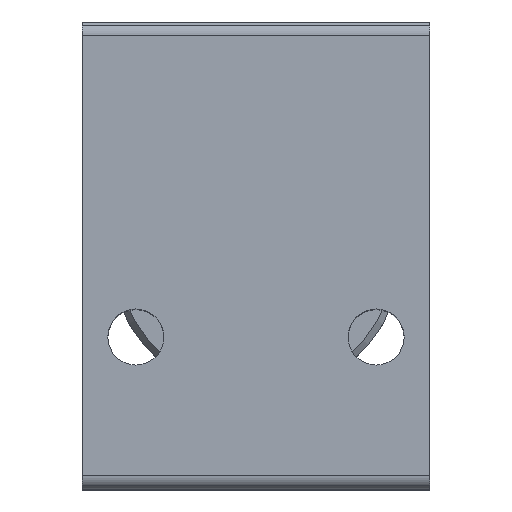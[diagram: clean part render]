
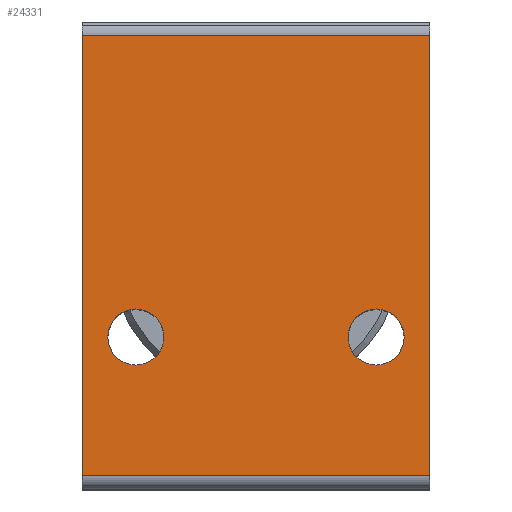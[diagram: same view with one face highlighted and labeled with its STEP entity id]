
A CAD part, top view. The second image highlights one B-rep face of the part: STEP entity #24331.
In plain terms, the highlighted face is planar.
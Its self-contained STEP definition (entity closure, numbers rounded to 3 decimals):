
#227=CARTESIAN_POINT('',(-11.,-6.25,-5.5));
#228=VERTEX_POINT('',#227);
#237=CARTESIAN_POINT('',(-11.,-6.25,-9.7));
#238=VERTEX_POINT('',#237);
#239=CARTESIAN_POINT('',(-11.,-6.25,-7.6));
#240=DIRECTION('',(0.0,1.0,0.0));
#241=DIRECTION('',(0.0,0.0,1.0));
#242=AXIS2_PLACEMENT_3D('',#239,#240,#241);
#243=CIRCLE('',#242,2.1);
#244=EDGE_CURVE('',#238,#228,#243,.T.);
#1232=CARTESIAN_POINT('',(7.0,-6.25,-5.5));
#1233=VERTEX_POINT('',#1232);
#1242=CARTESIAN_POINT('',(7.0,-6.25,-9.7));
#1243=VERTEX_POINT('',#1242);
#1244=CARTESIAN_POINT('',(7.0,-6.25,-7.6));
#1245=DIRECTION('',(0.0,1.0,0.0));
#1246=DIRECTION('',(0.0,0.0,1.0));
#1247=AXIS2_PLACEMENT_3D('',#1244,#1245,#1246);
#1248=CIRCLE('',#1247,2.1);
#1249=EDGE_CURVE('',#1243,#1233,#1248,.T.);
#21462=CARTESIAN_POINT('',(11.0,-6.25,15.));
#21463=VERTEX_POINT('',#21462);
#21471=CARTESIAN_POINT('',(11.0,-6.25,-18.));
#21472=VERTEX_POINT('',#21471);
#21473=CARTESIAN_POINT('',(11.0,-6.25,-18.));
#21474=DIRECTION('',(0.0,0.0,1.0));
#21475=VECTOR('',#21474,33.);
#21476=LINE('',#21473,#21475);
#21477=EDGE_CURVE('',#21472,#21463,#21476,.T.);
#22802=CARTESIAN_POINT('',(7.0,-6.25,-7.6));
#22803=DIRECTION('',(0.0,1.0,0.0));
#22804=DIRECTION('',(0.0,0.0,1.0));
#22805=AXIS2_PLACEMENT_3D('',#22802,#22803,#22804);
#22806=CIRCLE('',#22805,2.1);
#22807=EDGE_CURVE('',#1233,#1243,#22806,.T.);
#22926=CARTESIAN_POINT('',(-15.0,-6.25,-18.));
#22927=VERTEX_POINT('',#22926);
#22928=CARTESIAN_POINT('',(11.0,-6.25,-18.));
#22929=DIRECTION('',(-1.0,0.0,0.0));
#22930=VECTOR('',#22929,26.0);
#22931=LINE('',#22928,#22930);
#22932=EDGE_CURVE('',#21472,#22927,#22931,.T.);
#22992=CARTESIAN_POINT('',(-15.0,-6.25,15.));
#22993=VERTEX_POINT('',#22992);
#23001=CARTESIAN_POINT('',(-15.0,-6.25,15.));
#23002=DIRECTION('',(1.0,0.0,0.0));
#23003=VECTOR('',#23002,26.0);
#23004=LINE('',#23001,#23003);
#23005=EDGE_CURVE('',#22993,#21463,#23004,.T.);
#24270=CARTESIAN_POINT('',(-11.,-6.25,-7.6));
#24271=DIRECTION('',(0.0,1.0,0.0));
#24272=DIRECTION('',(0.0,0.0,1.0));
#24273=AXIS2_PLACEMENT_3D('',#24270,#24271,#24272);
#24274=CIRCLE('',#24273,2.1);
#24275=EDGE_CURVE('',#228,#238,#24274,.T.);
#24286=CARTESIAN_POINT('',(-15.0,-6.25,15.));
#24287=DIRECTION('',(0.0,0.0,-1.0));
#24288=VECTOR('',#24287,33.);
#24289=LINE('',#24286,#24288);
#24290=EDGE_CURVE('',#22993,#22927,#24289,.T.);
#24312=CARTESIAN_POINT('',(-2.,-6.25,-1.5));
#24313=DIRECTION('',(0.0,1.0,0.0));
#24314=DIRECTION('',(0.0,0.0,1.0));
#24315=AXIS2_PLACEMENT_3D('',#24312,#24313,#24314);
#24316=PLANE('',#24315);
#24317=ORIENTED_EDGE('',*,*,#22932,.F.);
#24318=ORIENTED_EDGE('',*,*,#21477,.T.);
#24319=ORIENTED_EDGE('',*,*,#23005,.F.);
#24320=ORIENTED_EDGE('',*,*,#24290,.T.);
#24321=EDGE_LOOP('',(#24317,#24318,#24319,#24320));
#24322=FACE_OUTER_BOUND('',#24321,.T.);
#24323=ORIENTED_EDGE('',*,*,#1249,.T.);
#24324=ORIENTED_EDGE('',*,*,#22807,.T.);
#24325=EDGE_LOOP('',(#24323,#24324));
#24326=FACE_BOUND('',#24325,.T.);
#24327=ORIENTED_EDGE('',*,*,#244,.T.);
#24328=ORIENTED_EDGE('',*,*,#24275,.T.);
#24329=EDGE_LOOP('',(#24327,#24328));
#24330=FACE_BOUND('',#24329,.T.);
#24331=ADVANCED_FACE('',(#24322,#24326,#24330),#24316,.F.);
